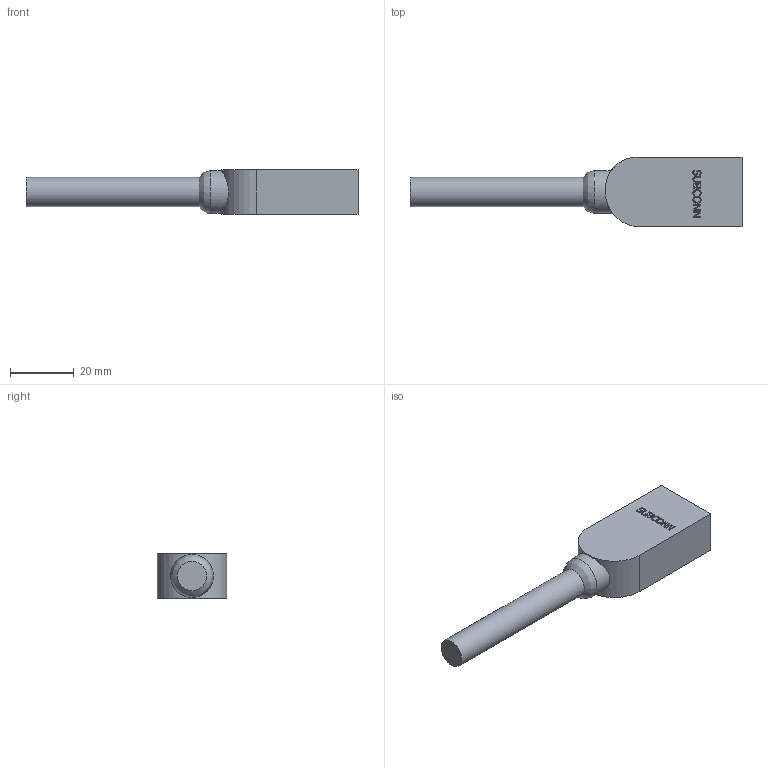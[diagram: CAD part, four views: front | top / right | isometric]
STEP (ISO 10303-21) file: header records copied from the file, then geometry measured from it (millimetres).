
FILE_DESCRIPTION(/* description */ (''),/* implementation_level */ '2;1');
FILE_NAME(/* name */ 'LPIL 2F.stp',/* time_stamp */ '2014-11-14T14:01:21+01:00',/* author */ ('sh'),/* organization */ (''),/* preprocessor_version */ 'ST-DEVELOPER v15.2',/* originating_system */ 'Autodesk Inventor 2014',/* authorisation */ '');
FILE_SCHEMA (('AUTOMOTIVE_DESIGN { 1 0 10303 214 3 1 1 }'));
Length unit declared in the file: millimetre
Products named in the file (1): LPIL 2F
Bounding box: 104.5 x 22 x 14 mm (x, y, z)
Volume: 16385.8 mm3; surface area: 6112.3 mm2
Topology: 1 solids, 1 shells, 171 faces, 460 edges, 306 vertices
Faces by surface type: plane 83, bspline 81, cylinder 7
Full cylindrical faces by diameter (mm): 3.2 x1, 4.5 x2, 9.2 x1, 13.5 x1
Entity records: 6035 total; most frequent: CARTESIAN_POINT 2274, ORIENTED_EDGE 908, DIRECTION 488, EDGE_CURVE 454, VERTEX_POINT 305, LINE 276, VECTOR 276, EDGE_LOOP 191
